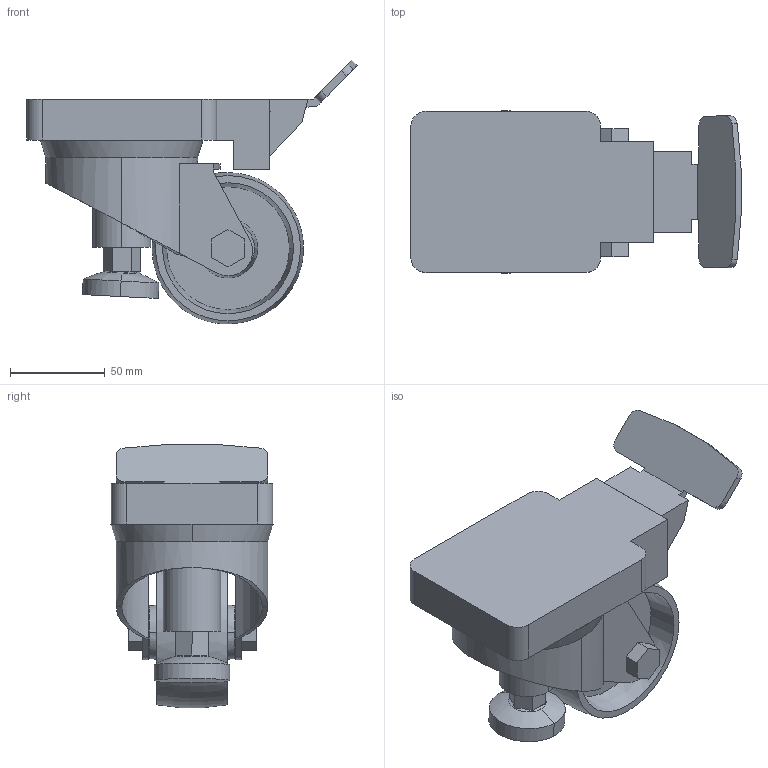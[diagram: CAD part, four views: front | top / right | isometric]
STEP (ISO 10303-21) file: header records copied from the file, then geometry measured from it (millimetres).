
FILE_DESCRIPTION(('STEP AP214'),'1');
FILE_NAME('cctmp_2E19B8C0-F0E0-4715-A5A5-402A26476459_2020_1_17_7_8_8_31..stp','2020-01-17T06:08:08',('Bosch Rexroth AG'),('CADClick - www.CADClick.com'),'Spatial InterOp 3D',' ','unknown authorization - (Healing Option Enabled)');
FILE_SCHEMA(('AUTOMOTIVE_DESIGN'));
Length unit declared in the file: millimetre
Products named in the file (1): 2020_01_17__07-08-08-031
Bounding box: 174.07 x 85.57 x 138.88 mm (x, y, z)
Volume: 539403 mm3; surface area: 92035.5 mm2
Topology: 1 solids, 1 shells, 130 faces, 346 edges, 224 vertices
Faces by surface type: plane 75, cylinder 29, cone 10, bspline 8, torus 6, sphere 2
Entity records: 6837 total; most frequent: CARTESIAN_POINT 2565, ORIENTED_EDGE 686, DIRECTION 640, EDGE_CURVE 343, VERTEX_POINT 224, AXIS2_PLACEMENT_3D 220, LINE 200, VECTOR 200
